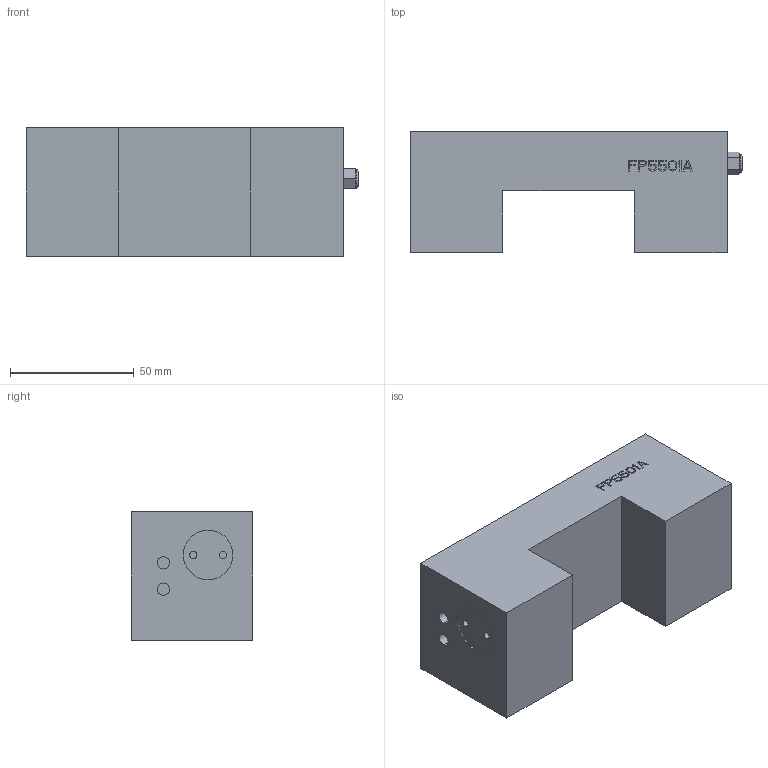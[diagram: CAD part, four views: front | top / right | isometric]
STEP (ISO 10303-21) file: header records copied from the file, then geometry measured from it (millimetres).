
FILE_DESCRIPTION((''),'2;1');
FILE_NAME('FP5501A','2023-06-21T11:18:42',('lx'),(''),'CREO PARAMETRIC BY PTC INC, 2018100','CREO PARAMETRIC BY PTC INC, 2018100','');
FILE_SCHEMA(('CONFIG_CONTROL_DESIGN'));
Length unit declared in the file: millimetre
Products named in the file (1): FP5501A
Bounding box: 134 x 49 x 52 mm (x, y, z)
Volume: 250222.2 mm3; surface area: 34258.2 mm2
Topology: 1 solids, 2 shells, 292 faces, 756 edges, 499 vertices
Faces by surface type: plane 226, cylinder 46, cone 16, torus 2, sphere 2
Entity records: 8914 total; most frequent: CARTESIAN_POINT 1659, ORIENTED_EDGE 1508, DIRECTION 1436, EDGE_CURVE 754, VECTOR 608, LINE 608, VERTEX_POINT 499, AXIS2_PLACEMENT_3D 414
